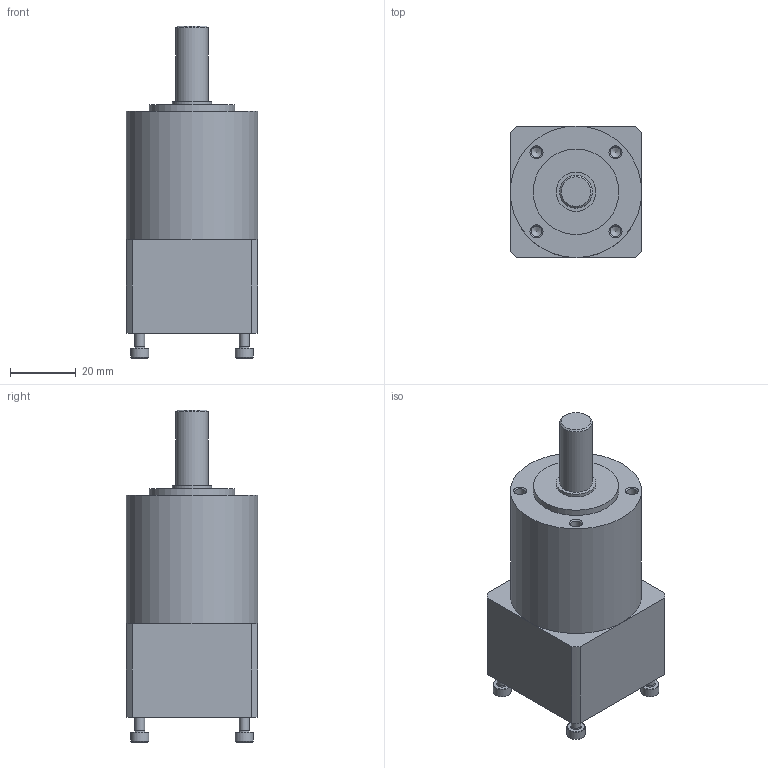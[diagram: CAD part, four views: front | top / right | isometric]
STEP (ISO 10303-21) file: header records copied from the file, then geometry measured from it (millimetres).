
FILE_DESCRIPTION(/* description */ ('STEP AP214'),/* implementation_level */ '2;1');
FILE_NAME(/* name */ '2297684_EMGA-40-P-G3-EAS-40',/* time_stamp */ '2024-08-26T08:16:34+02:00',/* author */ ('License CC BY-ND 4.0'),/* organization */ ('CADENAS'),/* preprocessor_version */ 'ST-DEVELOPER v19.3',/* originating_system */ 'PARTsolutions',/* authorisation */ ' ');
FILE_SCHEMA (('AUTOMOTIVE_DESIGN {1 0 10303 214 3 1 1}'));
Length unit declared in the file: millimetre
Products named in the file (3): 2297684 EMGA-40-P-G3-EAS-40; 2297684 EMGA-40-P-G3-EAS-40---(P); DIN-912 - M3x12(F)
Assembly tree (5 placements, depth 2):
  2297684 EMGA-40-P-G3-EAS-40
    2297684 EMGA-40-P-G3-EAS-40---(P)
    DIN-912 - M3x12(F)  x4
Bounding box: 40 x 40 x 101 mm (x, y, z)
Volume: 87227.2 mm3; surface area: 17648.8 mm2
Topology: 5 solids, 5 shells, 168 faces, 338 edges, 190 vertices
Faces by surface type: plane 79, cone 61, cylinder 28
Full cylindrical faces by diameter (mm): 2.459 x4, 3 x4, 3.242 x4, 5.5 x4, 8 x1, 10 x1, 12 x1, 26 x1, 29.9 x1, 30 x1, 40 x1
Entity records: 2053 total; most frequent: DIRECTION 372, CARTESIAN_POINT 339, ORIENTED_EDGE 250, AXIS2_PLACEMENT_3D 163, FACE_BOUND 139, EDGE_LOOP 130, EDGE_CURVE 125, VERTEX_POINT 100
